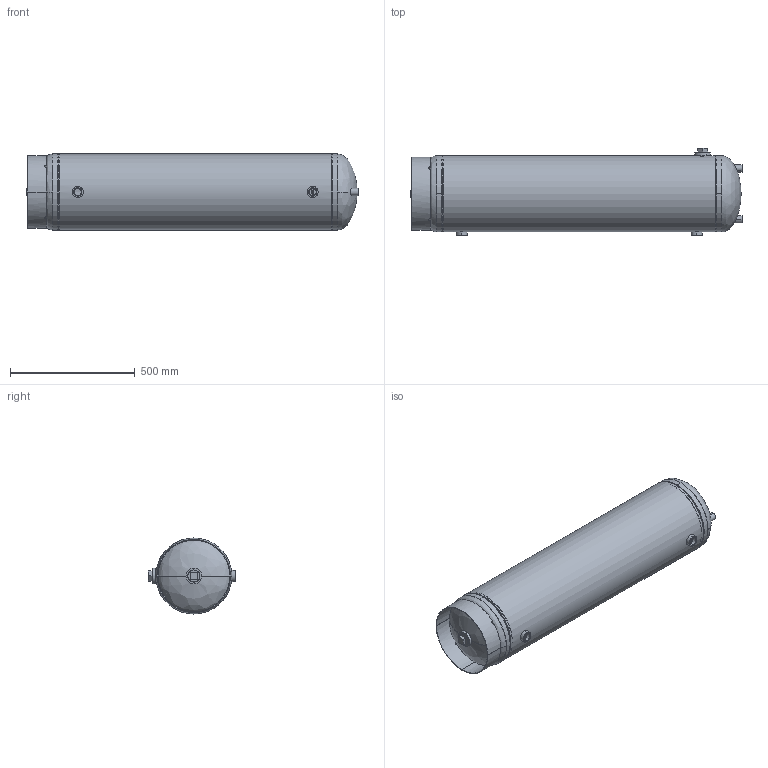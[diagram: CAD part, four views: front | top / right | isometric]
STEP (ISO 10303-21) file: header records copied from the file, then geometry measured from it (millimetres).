
FILE_DESCRIPTION (( 'STEP AP203' ), '1' );
FILE_NAME ('12NAG51.STEP', '2021-03-10T17:47:56', ( '' ), ( '' ), 'SwSTEP 2.0', 'SolidWorks 2021', '' );
FILE_SCHEMA (( 'CONFIG_CONTROL_DESIGN' ));
Length unit declared in the file: inch
Products named in the file (9): 9500050; 12NAG51; 9200040; Couplings_9500557; 99Q2819; PLUGS_9500182; 99B2313; 9500070
Assembly tree (12 placements, depth 2):
  12NAG51
    99B2313
    9200040
    9200040
    9500050  x2
    9500070  x2
    Couplings_9500557  x2
    PLUGS_9500182  x2
    99Q2819
Bounding box: 1328.6 x 351.41 x 304.8 mm (x, y, z)
Volume: 3502309 mm3; surface area: 2807048.3 mm2
Topology: 12 solids, 12 shells, 194 faces, 436 edges, 270 vertices
Faces by surface type: cylinder 66, plane 50, cone 36, torus 24, bspline 18
Full cylindrical faces by diameter (mm): 299.72 x1, 304.597 x1
Entity records: 9927 total; most frequent: CARTESIAN_POINT 5470, DIRECTION 752, ORIENTED_EDGE 684, EDGE_CURVE 342, AXIS2_PLACEMENT_3D 326, VERTEX_POINT 210, CIRCLE 180, EDGE_LOOP 168
